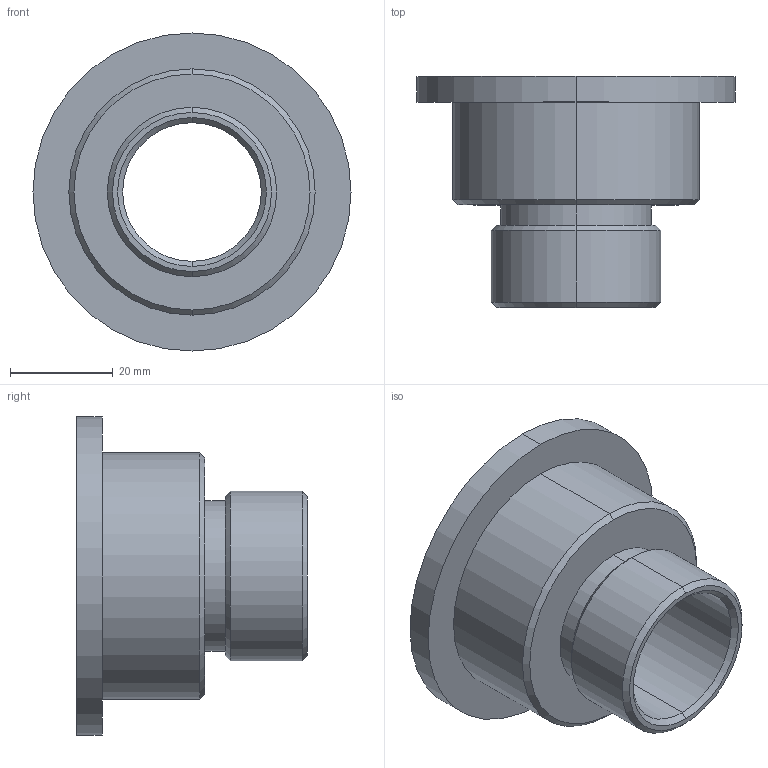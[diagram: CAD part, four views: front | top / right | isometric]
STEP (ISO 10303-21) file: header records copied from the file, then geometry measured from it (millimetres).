
FILE_DESCRIPTION (( 'STEP AP214' ), '1' );
FILE_NAME ('Raccord M33x1.5 DN40.STEP', '2024-06-19T11:58:50', ( '' ), ( '' ), 'SwSTEP 2.0', 'SolidWorks 2020', '' );
FILE_SCHEMA (( 'AUTOMOTIVE_DESIGN' ));
Length unit declared in the file: millimetre
Products named in the file (1): Raccord M33x1.5 DN40
Bounding box: 62 x 45 x 62 mm (x, y, z)
Volume: 41629.7 mm3; surface area: 14783.1 mm2
Topology: 1 solids, 1 shells, 25 faces, 50 edges, 30 vertices
Faces by surface type: cone 10, cylinder 10, plane 5
Entity records: 714 total; most frequent: DIRECTION 132, CARTESIAN_POINT 106, ORIENTED_EDGE 100, AXIS2_PLACEMENT_3D 56, EDGE_CURVE 50, EDGE_LOOP 30, VERTEX_POINT 30, CIRCLE 30
